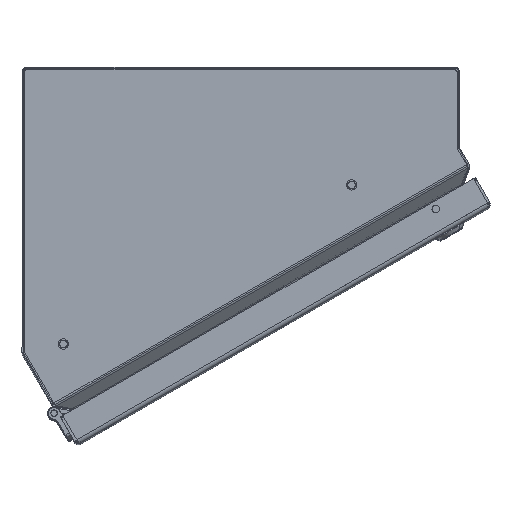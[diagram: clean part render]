
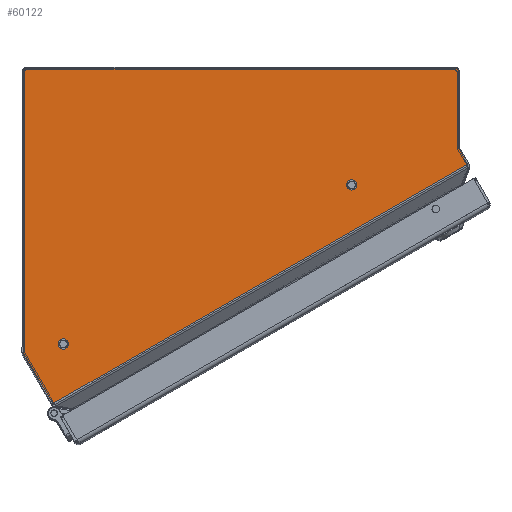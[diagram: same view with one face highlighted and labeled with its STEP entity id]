
A CAD part, top view. The second image highlights one B-rep face of the part: STEP entity #60122.
In plain terms, the highlighted planar face has unit normal (0, 0, 1).
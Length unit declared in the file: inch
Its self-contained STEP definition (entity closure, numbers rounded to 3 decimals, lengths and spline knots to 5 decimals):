
#45 = LINE ( 'NONE', #19576, #52399 ) ;
#404 = CARTESIAN_POINT ( 'NONE',  ( 5.43104, -0.02197, 10. ) ) ;
#954 = FACE_BOUND ( 'NONE', #18492, .T. ) ;
#1215 = VERTEX_POINT ( 'NONE', #69564 ) ;
#1268 = AXIS2_PLACEMENT_3D ( 'NONE', #13338, #57988, #70044 ) ;
#1381 = VECTOR ( 'NONE', #51426, 39.37008 ) ;
#1428 = DIRECTION ( 'NONE',  ( 0., 1., 0. ) ) ;
#1429 = DIRECTION ( 'NONE',  ( 0.5, -0.866, 0. ) ) ;
#1832 = CIRCLE ( 'NONE', #55506, 0.06 ) ;
#2049 = VERTEX_POINT ( 'NONE', #31302 ) ;
#2267 = ORIENTED_EDGE ( 'NONE', *, *, #12148, .F. ) ;
#2749 = EDGE_CURVE ( 'NONE', #1215, #58823, #37430, .T. ) ;
#3263 = VERTEX_POINT ( 'NONE', #26839 ) ;
#3294 = CIRCLE ( 'NONE', #17309, 0.0965 ) ;
#3452 = VERTEX_POINT ( 'NONE', #7060 ) ;
#3835 = CARTESIAN_POINT ( 'NONE',  ( -4.68221, -6.38532, 10. ) ) ;
#4028 = CARTESIAN_POINT ( 'NONE',  ( 5.483, 0.00803, 10. ) ) ;
#4801 = EDGE_CURVE ( 'NONE', #46228, #3452, #1832, .T. ) ;
#5058 = CIRCLE ( 'NONE', #49756, 0.06 ) ;
#6136 = DIRECTION ( 'NONE',  ( 1., 0., 0. ) ) ;
#6556 = FACE_BOUND ( 'NONE', #70148, .T. ) ;
#6855 = CIRCLE ( 'NONE', #72035, 0.0965 ) ;
#7060 = CARTESIAN_POINT ( 'NONE',  ( 5.363, 1.97, 10. ) ) ;
#7447 = VERTEX_POINT ( 'NONE', #30412 ) ;
#7450 = LINE ( 'NONE', #62216, #1381 ) ;
#7995 = CARTESIAN_POINT ( 'NONE',  ( -4.3247, -4.8974, 10. ) ) ;
#11604 = LINE ( 'NONE', #404, #21749 ) ;
#11812 = DIRECTION ( 'NONE',  ( 0., 0., -1. ) ) ;
#11841 = EDGE_CURVE ( 'NONE', #66923, #17409, #45, .T. ) ;
#12148 = EDGE_CURVE ( 'NONE', #2049, #76439, #37087, .T. ) ;
#12259 = CARTESIAN_POINT ( 'NONE',  ( 5.43505, -0.02892, 10. ) ) ;
#13338 = CARTESIAN_POINT ( 'NONE',  ( -5.363, -5.08615, 10. ) ) ;
#13981 = CARTESIAN_POINT ( 'NONE',  ( -5.363, 1.91, 10. ) ) ;
#14096 = EDGE_CURVE ( 'NONE', #76439, #2049, #28759, .T. ) ;
#15412 = CARTESIAN_POINT ( 'NONE',  ( 2.76299, -1.02864, 10. ) ) ;
#15850 = LINE ( 'NONE', #57437, #16208 ) ;
#16208 = VECTOR ( 'NONE', #51472, 39.37008 ) ;
#16724 = EDGE_CURVE ( 'NONE', #35248, #3263, #53190, .T. ) ;
#17145 = VERTEX_POINT ( 'NONE', #3835 ) ;
#17309 = AXIS2_PLACEMENT_3D ( 'NONE', #42196, #11812, #36212 ) ;
#17409 = VERTEX_POINT ( 'NONE', #27388 ) ;
#18346 = ORIENTED_EDGE ( 'NONE', *, *, #11841, .F. ) ;
#18411 = DIRECTION ( 'NONE',  ( -0.5, 0.866, 0. ) ) ;
#18492 = EDGE_LOOP ( 'NONE', ( #40675, #29462 ) ) ;
#19401 = CARTESIAN_POINT ( 'NONE',  ( 5.423, 0.00803, 10. ) ) ;
#19542 = CARTESIAN_POINT ( 'NONE',  ( -5.423, 1.91, 10. ) ) ;
#19576 = CARTESIAN_POINT ( 'NONE',  ( -5.41095, -5.1231, 10. ) ) ;
#19864 = CARTESIAN_POINT ( 'NONE',  ( 5.43104, -0.02197, 10. ) ) ;
#21749 = VECTOR ( 'NONE', #48783, 39.37008 ) ;
#24560 = FACE_OUTER_BOUND ( 'NONE', #43886, .T. ) ;
#25435 = AXIS2_PLACEMENT_3D ( 'NONE', #47569, #41584, #72362 ) ;
#25529 = CIRCLE ( 'NONE', #1268, 0.06 ) ;
#25939 = CARTESIAN_POINT ( 'NONE',  ( -5.41095, -5.1231, 10. ) ) ;
#26839 = CARTESIAN_POINT ( 'NONE',  ( 5.423, 0.00803, 10. ) ) ;
#26845 = EDGE_CURVE ( 'NONE', #45262, #74710, #38330, .T. ) ;
#27388 = CARTESIAN_POINT ( 'NONE',  ( -5.41496, -5.11615, 10. ) ) ;
#28169 = DIRECTION ( 'NONE',  ( 0., 0., 1. ) ) ;
#28759 = CIRCLE ( 'NONE', #38901, 0.0965 ) ;
#29462 = ORIENTED_EDGE ( 'NONE', *, *, #49221, .T. ) ;
#30412 = CARTESIAN_POINT ( 'NONE',  ( -5.363, 1.97, 10. ) ) ;
#30908 = EDGE_CURVE ( 'NONE', #54320, #65064, #6855, .T. ) ;
#31302 = CARTESIAN_POINT ( 'NONE',  ( 2.76299, -0.83564, 10. ) ) ;
#31416 = ORIENTED_EDGE ( 'NONE', *, *, #2749, .F. ) ;
#32744 = ORIENTED_EDGE ( 'NONE', *, *, #16724, .T. ) ;
#33236 = ORIENTED_EDGE ( 'NONE', *, *, #67996, .T. ) ;
#33451 = EDGE_CURVE ( 'NONE', #3263, #46228, #68608, .T. ) ;
#33628 = DIRECTION ( 'NONE',  ( -0.866, -0.5, 0. ) ) ;
#34248 = ORIENTED_EDGE ( 'NONE', *, *, #4801, .T. ) ;
#35248 = VERTEX_POINT ( 'NONE', #19864 ) ;
#35513 = VECTOR ( 'NONE', #1429, 39.37008 ) ;
#36212 = DIRECTION ( 'NONE',  ( -1., 0., 0. ) ) ;
#37087 = CIRCLE ( 'NONE', #25435, 0.0965 ) ;
#37430 = LINE ( 'NONE', #12259, #35513 ) ;
#37508 = EDGE_CURVE ( 'NONE', #35248, #1215, #11604, .T. ) ;
#37596 = AXIS2_PLACEMENT_3D ( 'NONE', #37735, #67744, #61737 ) ;
#37735 = CARTESIAN_POINT ( 'NONE',  ( -0.00001, 0., 10. ) ) ;
#37864 = ORIENTED_EDGE ( 'NONE', *, *, #51598, .F. ) ;
#37941 = DIRECTION ( 'NONE',  ( 0., -1., 0. ) ) ;
#38330 = LINE ( 'NONE', #19542, #52320 ) ;
#38901 = AXIS2_PLACEMENT_3D ( 'NONE', #64291, #77868, #47100 ) ;
#38941 = DIRECTION ( 'NONE',  ( 1., 0., 0. ) ) ;
#39185 = DIRECTION ( 'NONE',  ( 0., 1., 0. ) ) ;
#40180 = VECTOR ( 'NONE', #53618, 39.37008 ) ;
#40675 = ORIENTED_EDGE ( 'NONE', *, *, #30908, .T. ) ;
#41584 = DIRECTION ( 'NONE',  ( 0., 0., 1. ) ) ;
#42196 = CARTESIAN_POINT ( 'NONE',  ( -4.4212, -4.8974, 10. ) ) ;
#43886 = EDGE_LOOP ( 'NONE', ( #51286, #33236, #45144, #47135, #18346, #67301, #37864, #31416, #44021, #32744, #63899, #34248 ) ) ;
#44021 = ORIENTED_EDGE ( 'NONE', *, *, #37508, .F. ) ;
#45144 = ORIENTED_EDGE ( 'NONE', *, *, #26845, .T. ) ;
#45262 = VERTEX_POINT ( 'NONE', #58370 ) ;
#46146 = CARTESIAN_POINT ( 'NONE',  ( 5.363, 1.91, 10. ) ) ;
#46228 = VERTEX_POINT ( 'NONE', #69578 ) ;
#47100 = DIRECTION ( 'NONE',  ( 0., -1., 0. ) ) ;
#47135 = ORIENTED_EDGE ( 'NONE', *, *, #68523, .T. ) ;
#47569 = CARTESIAN_POINT ( 'NONE',  ( 2.76299, -0.93214, 10. ) ) ;
#48783 = DIRECTION ( 'NONE',  ( 0.5, -0.866, 0. ) ) ;
#49221 = EDGE_CURVE ( 'NONE', #65064, #54320, #3294, .T. ) ;
#49359 = PLANE ( 'NONE',  #37596 ) ;
#49756 = AXIS2_PLACEMENT_3D ( 'NONE', #13981, #69632, #39185 ) ;
#51286 = ORIENTED_EDGE ( 'NONE', *, *, #69217, .F. ) ;
#51426 = DIRECTION ( 'NONE',  ( 1., 0., 0. ) ) ;
#51472 = DIRECTION ( 'NONE',  ( -0.866, -0.5, 0. ) ) ;
#51598 = EDGE_CURVE ( 'NONE', #58823, #17145, #15850, .T. ) ;
#52320 = VECTOR ( 'NONE', #37941, 39.37008 ) ;
#52399 = VECTOR ( 'NONE', #18411, 39.37008 ) ;
#53190 = CIRCLE ( 'NONE', #60854, 0.06 ) ;
#53618 = DIRECTION ( 'NONE',  ( -0.5, 0.866, 0. ) ) ;
#54320 = VERTEX_POINT ( 'NONE', #7995 ) ;
#55506 = AXIS2_PLACEMENT_3D ( 'NONE', #46146, #28169, #38941 ) ;
#57437 = CARTESIAN_POINT ( 'NONE',  ( 5.65814, -0.41532, 10. ) ) ;
#57988 = DIRECTION ( 'NONE',  ( 0., 0., 1. ) ) ;
#58370 = CARTESIAN_POINT ( 'NONE',  ( -5.423, 1.91, 10. ) ) ;
#58801 = CARTESIAN_POINT ( 'NONE',  ( -4.68221, -6.38532, 10. ) ) ;
#58823 = VERTEX_POINT ( 'NONE', #70731 ) ;
#60122 = ADVANCED_FACE ( 'NONE', ( #6556, #954, #24560 ), #49359, .T. ) ;
#60139 = CARTESIAN_POINT ( 'NONE',  ( -4.4212, -4.8974, 10. ) ) ;
#60367 = LINE ( 'NONE', #58801, #40180 ) ;
#60534 = EDGE_CURVE ( 'NONE', #17145, #66923, #60367, .T. ) ;
#60854 = AXIS2_PLACEMENT_3D ( 'NONE', #4028, #69654, #33628 ) ;
#61737 = DIRECTION ( 'NONE',  ( 1., 0., 0. ) ) ;
#62216 = CARTESIAN_POINT ( 'NONE',  ( -5.363, 1.97, 10. ) ) ;
#62548 = CARTESIAN_POINT ( 'NONE',  ( -5.423, -5.08615, 10. ) ) ;
#63899 = ORIENTED_EDGE ( 'NONE', *, *, #33451, .T. ) ;
#64291 = CARTESIAN_POINT ( 'NONE',  ( 2.76299, -0.93214, 10. ) ) ;
#65064 = VERTEX_POINT ( 'NONE', #71495 ) ;
#66923 = VERTEX_POINT ( 'NONE', #25939 ) ;
#67301 = ORIENTED_EDGE ( 'NONE', *, *, #60534, .F. ) ;
#67744 = DIRECTION ( 'NONE',  ( 0., 0., 1. ) ) ;
#67996 = EDGE_CURVE ( 'NONE', #7447, #45262, #5058, .T. ) ;
#68523 = EDGE_CURVE ( 'NONE', #74710, #17409, #25529, .T. ) ;
#68608 = LINE ( 'NONE', #19401, #75161 ) ;
#69217 = EDGE_CURVE ( 'NONE', #7447, #3452, #7450, .T. ) ;
#69564 = CARTESIAN_POINT ( 'NONE',  ( 5.43505, -0.02892, 10. ) ) ;
#69578 = CARTESIAN_POINT ( 'NONE',  ( 5.423, 1.91, 10. ) ) ;
#69632 = DIRECTION ( 'NONE',  ( 0., 0., 1. ) ) ;
#69654 = DIRECTION ( 'NONE',  ( 0., 0., -1. ) ) ;
#70044 = DIRECTION ( 'NONE',  ( -1., 0., 0. ) ) ;
#70148 = EDGE_LOOP ( 'NONE', ( #76820, #2267 ) ) ;
#70731 = CARTESIAN_POINT ( 'NONE',  ( 5.65814, -0.41532, 10. ) ) ;
#71495 = CARTESIAN_POINT ( 'NONE',  ( -4.5177, -4.8974, 10. ) ) ;
#72035 = AXIS2_PLACEMENT_3D ( 'NONE', #60139, #78558, #6136 ) ;
#72362 = DIRECTION ( 'NONE',  ( 0., 1., 0. ) ) ;
#74710 = VERTEX_POINT ( 'NONE', #62548 ) ;
#75161 = VECTOR ( 'NONE', #1428, 39.37008 ) ;
#76439 = VERTEX_POINT ( 'NONE', #15412 ) ;
#76820 = ORIENTED_EDGE ( 'NONE', *, *, #14096, .F. ) ;
#77868 = DIRECTION ( 'NONE',  ( 0., 0., 1. ) ) ;
#78558 = DIRECTION ( 'NONE',  ( 0., 0., -1. ) ) ;
